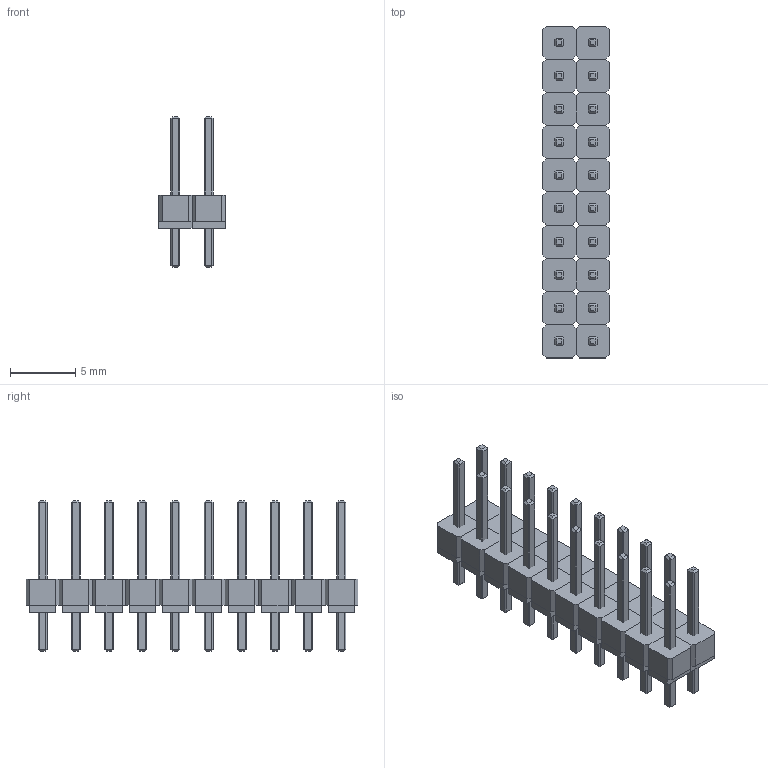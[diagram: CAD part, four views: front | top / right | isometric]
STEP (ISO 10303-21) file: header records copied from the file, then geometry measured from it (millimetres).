
FILE_DESCRIPTION(('FreeCAD Model'),'2;1');
FILE_NAME('THT-2.54-2x10-MS.step', '2020-10-09T12:00:05',('Author'),(''), 'Open CASCADE STEP processor 7.3','FreeCAD','Unknown');
FILE_SCHEMA(('AUTOMOTIVE_DESIGN { 1 0 10303 214 1 1 1 1 }'));
Length unit declared in the file: millimetre
Products named in the file (1): header
Bounding box: 5.08 x 25.4 x 11.54 mm (x, y, z)
Volume: 409.2 mm3; surface area: 1319 mm2
Topology: 40 solids, 40 shells, 840 faces, 1800 edges, 1040 vertices
Faces by surface type: plane 840
Entity records: 50779 total; most frequent: CARTESIAN_POINT 7281, DIRECTION 7082, LINE 5400, VECTOR 5400, ORIENTED_EDGE 3600, PCURVE 3600, DEFINITIONAL_REPRESENTATION 3600, EDGE_CURVE 1800
